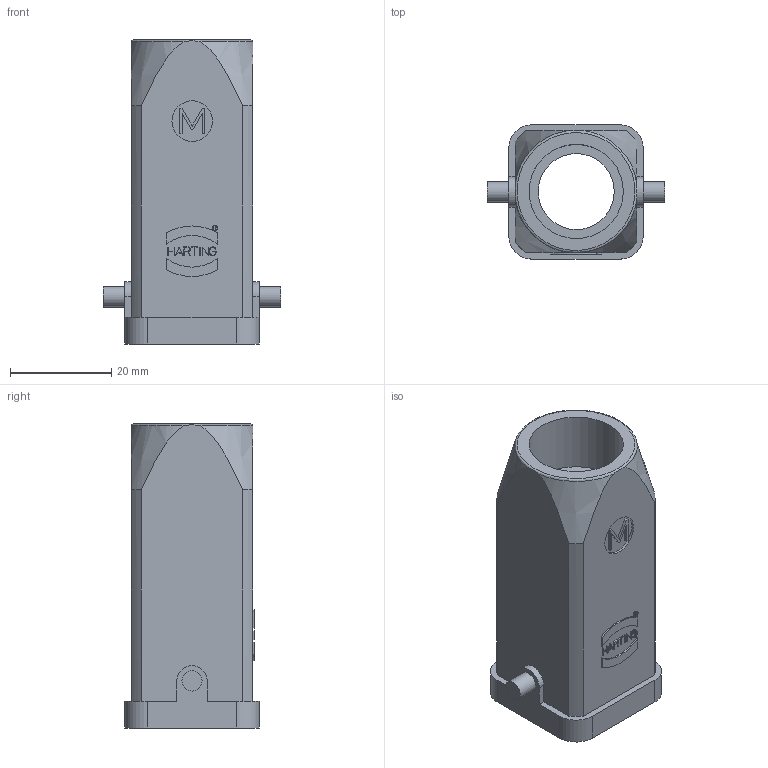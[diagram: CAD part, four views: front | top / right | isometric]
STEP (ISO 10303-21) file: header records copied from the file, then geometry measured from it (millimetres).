
FILE_DESCRIPTION(/* description */ (''),/* implementation_level */ '2;1');
FILE_NAME(/* name */ '100094955ugm000_b.stp',/* time_stamp */ '2017-09-28T17:30:21+02:00',/* author */ (''),/* organization */ (''),/* preprocessor_version */ 'ST-DEVELOPER v16',/* originating_system */ 'SIEMENS PLM Software NX 10.0',/* authorisation */ '');
FILE_SCHEMA (('AUTOMOTIVE_DESIGN { 1 0 10303 214 3 1 1 1 }'));
Length unit declared in the file: millimetre
Products named in the file (1): 100094955ugm000_b
Bounding box: 35.1 x 26.5 x 60 mm (x, y, z)
Volume: 9841.1 mm3; surface area: 11272.2 mm2
Topology: 1 solids, 1 shells, 195 faces, 512 edges, 346 vertices
Faces by surface type: plane 141, cylinder 47, bspline 5, cone 2
Full cylindrical faces by diameter (mm): 0.95 x1, 1.05 x1, 3 x1, 4 x2, 5.8 x1, 8 x1, 15 x1, 18.6 x1
Entity records: 7325 total; most frequent: CARTESIAN_POINT 1944, ORIENTED_EDGE 1002, DIRECTION 935, EDGE_CURVE 501, LINE 369, VECTOR 369, VERTEX_POINT 341, AXIS2_PLACEMENT_3D 283
